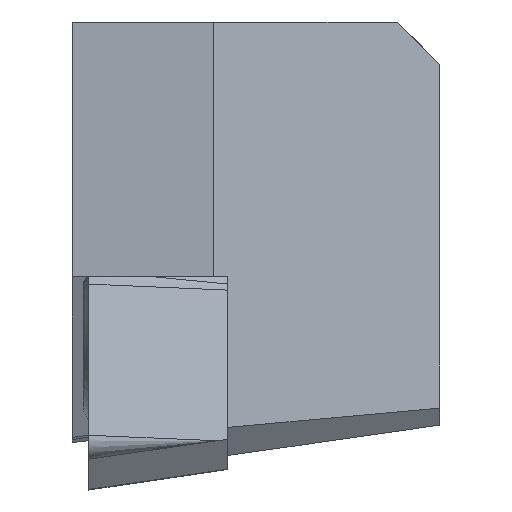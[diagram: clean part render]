
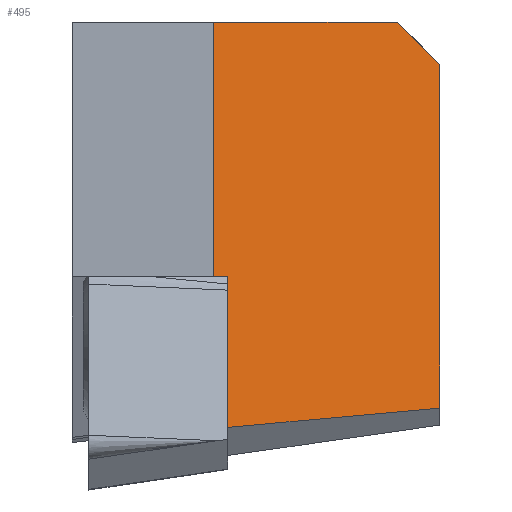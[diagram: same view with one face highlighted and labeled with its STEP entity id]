
A CAD part, left-side view. The second image highlights one B-rep face of the part: STEP entity #495.
In plain terms, the highlighted planar face has unit normal (-0.966, -0.259, 0).
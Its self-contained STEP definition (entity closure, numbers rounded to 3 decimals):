
#218=FACE_OUTER_BOUND('',#816,.T.);
#495=ADVANCED_FACE('',(#218),#565,.T.);
#565=PLANE('',#3753);
#816=EDGE_LOOP('',(#1688,#1689,#1690,#1691,#1692,#1693,#1694));
#1688=ORIENTED_EDGE('',*,*,#2475,.F.);
#1689=ORIENTED_EDGE('',*,*,#2426,.F.);
#1690=ORIENTED_EDGE('',*,*,#2437,.F.);
#1691=ORIENTED_EDGE('',*,*,#2430,.F.);
#1692=ORIENTED_EDGE('',*,*,#2435,.F.);
#1693=ORIENTED_EDGE('',*,*,#2442,.T.);
#1694=ORIENTED_EDGE('',*,*,#2417,.T.);
#1989=VERTEX_POINT('',#5625);
#1990=VERTEX_POINT('',#5627);
#1998=VERTEX_POINT('',#5644);
#1999=VERTEX_POINT('',#5646);
#2001=VERTEX_POINT('',#5652);
#2003=VERTEX_POINT('',#5655);
#2006=VERTEX_POINT('',#5663);
#2417=EDGE_CURVE('',#1990,#1989,#3046,.T.);
#2426=EDGE_CURVE('',#1998,#1999,#3054,.T.);
#2430=EDGE_CURVE('',#2001,#2003,#3058,.T.);
#2435=EDGE_CURVE('',#2006,#2001,#3063,.T.);
#2437=EDGE_CURVE('',#2003,#1998,#3065,.T.);
#2442=EDGE_CURVE('',#2006,#1990,#3070,.T.);
#2475=EDGE_CURVE('',#1999,#1989,#3101,.T.);
#3046=LINE('',#5626,#3319);
#3054=LINE('',#5645,#3327);
#3058=LINE('',#5654,#3331);
#3063=LINE('',#5665,#3336);
#3065=LINE('',#5668,#3338);
#3070=LINE('',#5676,#3343);
#3101=LINE('',#5742,#3374);
#3319=VECTOR('',#4678,1.);
#3327=VECTOR('',#4690,1.);
#3331=VECTOR('',#4696,1.);
#3336=VECTOR('',#4703,1.);
#3338=VECTOR('',#4707,1.);
#3343=VECTOR('',#4714,1.);
#3374=VECTOR('',#4775,1.);
#3753=AXIS2_PLACEMENT_3D('',#5743,#4776,#4777);
#4678=DIRECTION('',(0.,0.,-1.));
#4690=DIRECTION('',(0.,0.,-1.));
#4696=DIRECTION('',(0.259,-0.966,0.));
#4703=DIRECTION('',(0.,0.,1.));
#4707=DIRECTION('',(0.186,-0.695,-0.695));
#4714=DIRECTION('',(0.259,-0.966,0.005));
#4775=DIRECTION('',(-0.258,0.962,-0.088));
#4776=DIRECTION('',(-0.966,-0.259,0.));
#4777=DIRECTION('',(0.259,-0.966,0.));
#5625=CARTESIAN_POINT('',(-19.32,-3.3,-8.611));
#5626=CARTESIAN_POINT('',(-19.32,-3.3,-2.411));
#5627=CARTESIAN_POINT('',(-19.32,-3.3,-5.403));
#5644=CARTESIAN_POINT('',(-18.114,-7.8,-0.9));
#5645=CARTESIAN_POINT('',(-18.114,-7.8,-4.925));
#5646=CARTESIAN_POINT('',(-18.114,-7.8,-8.201));
#5652=CARTESIAN_POINT('',(-19.4,-3.,0.));
#5654=CARTESIAN_POINT('',(-17.55,-9.903,0.));
#5655=CARTESIAN_POINT('',(-18.355,-6.9,0.));
#5663=CARTESIAN_POINT('',(-19.4,-3.,-5.404));
#5665=CARTESIAN_POINT('',(-19.4,-3.,-4.925));
#5668=CARTESIAN_POINT('',(-18.055,-8.019,-1.119));
#5676=CARTESIAN_POINT('',(-19.296,-3.388,-5.402));
#5742=CARTESIAN_POINT('',(-19.449,-2.815,-8.655));
#5743=CARTESIAN_POINT('',(-19.4,-3.,-10.828));
